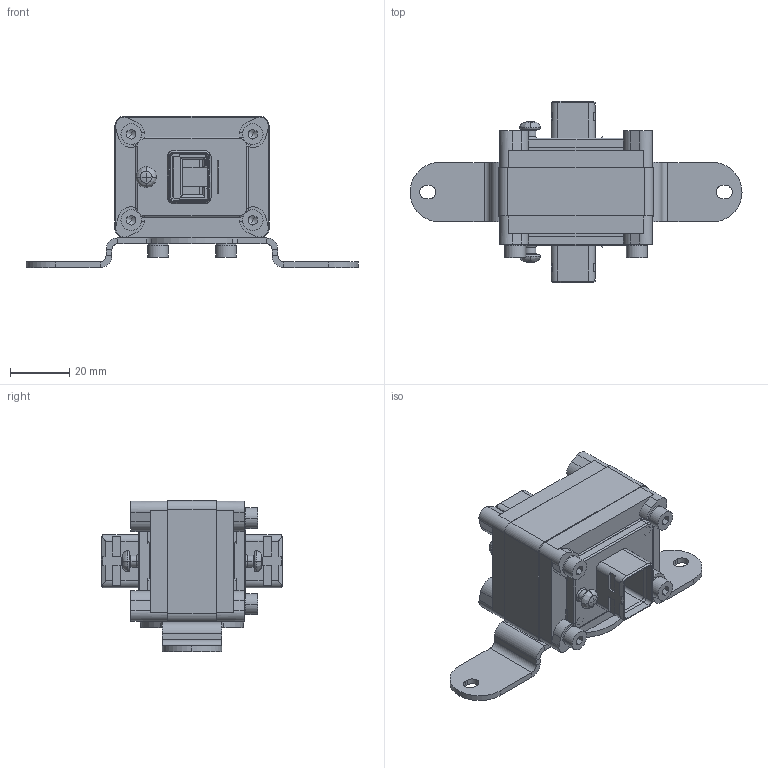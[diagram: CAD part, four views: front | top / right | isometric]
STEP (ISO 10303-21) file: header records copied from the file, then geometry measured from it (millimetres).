
FILE_DESCRIPTION(('CATIA V5 STEP Exchange','CAx-IF Rec.Pracs.--- Model Styling and Organization---1.4--- 2014-01-23'),'2;1');
FILE_NAME ('006749-3_0', '2022-03-07T09:46:15+00:00', ('none'), ('Weidmueller'), 'CATIA Version 5-6 Release 2016 SP3 HF44', 'CATIA V5 STEP AP214', 'none');
FILE_SCHEMA(('AUTOMOTIVE_DESIGN { 1 0 10303 214 1 1 1 1 }'));
Products named in the file (1): 1122710000
Bounding box: 112 x 61.2 x 51 mm (x, y, z)
Volume: 54842.7 mm3; surface area: 52839.3 mm2
Topology: 25 solids, 25 shells, 2758 faces, 6937 edges, 4265 vertices
Faces by surface type: plane 1622, cylinder 740, cone 200, torus 116, revolution 32, sphere 26, bspline 22
Entity records: 87170 total; most frequent: CARTESIAN_POINT 25271, ORIENTED_EDGE 13786, DIRECTION 10649, EDGE_CURVE 6893, VERTEX_POINT 4265, VECTOR 4142, LINE 4142, AXIS2_PLACEMENT_3D 4042
